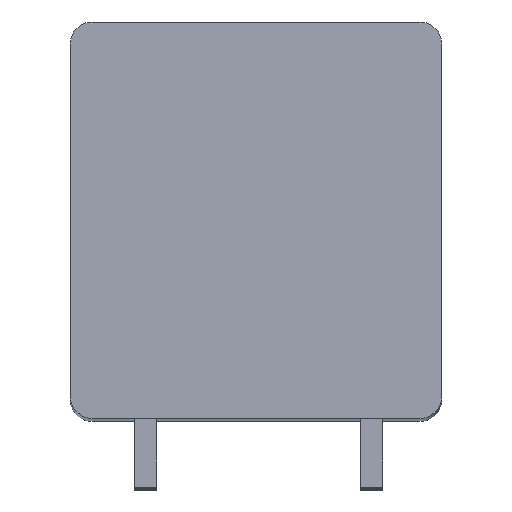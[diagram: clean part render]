
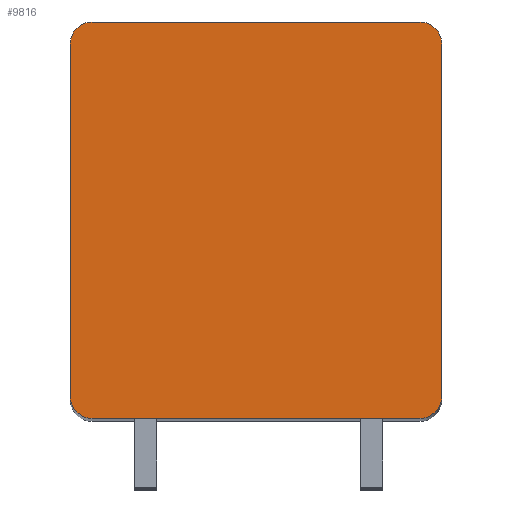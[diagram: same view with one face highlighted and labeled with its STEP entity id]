
A CAD part, top view. The second image highlights one B-rep face of the part: STEP entity #9816.
In plain terms, the highlighted planar face has unit normal (0, 0, 1).
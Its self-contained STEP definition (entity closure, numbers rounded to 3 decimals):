
#1693=CARTESIAN_POINT('',(-5.95,6.4,2.5));
#1694=DIRECTION('',(0.,0.,1.));
#1695=DIRECTION('',(0.,1.,0.));
#1696=AXIS2_PLACEMENT_3D('',#1693,#1694,#1695);
#1698=DIRECTION('',(-1.,0.,0.));
#1699=VECTOR('',#1698,11.9);
#1700=CARTESIAN_POINT('',(5.95,7.2,2.5));
#1701=LINE('',#1700,#1699);
#1702=CARTESIAN_POINT('',(5.95,6.4,2.5));
#1703=DIRECTION('',(0.,0.,1.));
#1704=DIRECTION('',(1.,0.,0.));
#1705=AXIS2_PLACEMENT_3D('',#1702,#1703,#1704);
#1707=DIRECTION('',(0.,1.,0.));
#1708=VECTOR('',#1707,12.8);
#1709=CARTESIAN_POINT('',(6.75,-6.4,2.5));
#1710=LINE('',#1709,#1708);
#1711=CARTESIAN_POINT('',(5.95,-6.4,2.5));
#1712=DIRECTION('',(0.,0.,1.));
#1713=DIRECTION('',(0.,-1.,0.));
#1714=AXIS2_PLACEMENT_3D('',#1711,#1712,#1713);
#1716=DIRECTION('',(1.,0.,0.));
#1717=VECTOR('',#1716,11.9);
#1718=CARTESIAN_POINT('',(-5.95,-7.2,2.5));
#1719=LINE('',#1718,#1717);
#1720=CARTESIAN_POINT('',(-5.95,-6.4,2.5));
#1721=DIRECTION('',(0.,0.,1.));
#1722=DIRECTION('',(-1.,0.,0.));
#1723=AXIS2_PLACEMENT_3D('',#1720,#1721,#1722);
#1725=DIRECTION('',(0.,-1.,0.));
#1726=VECTOR('',#1725,12.8);
#1727=CARTESIAN_POINT('',(-6.75,6.4,2.5));
#1728=LINE('',#1727,#1726);
#7013=CARTESIAN_POINT('',(-5.95,7.2,2.5));
#7014=VERTEX_POINT('',#7013);
#7015=CARTESIAN_POINT('',(-6.75,6.4,2.5));
#7016=VERTEX_POINT('',#7015);
#7021=CARTESIAN_POINT('',(6.75,6.4,2.5));
#7022=VERTEX_POINT('',#7021);
#7023=CARTESIAN_POINT('',(5.95,7.2,2.5));
#7024=VERTEX_POINT('',#7023);
#7029=CARTESIAN_POINT('',(-6.75,-6.4,2.5));
#7030=VERTEX_POINT('',#7029);
#7031=CARTESIAN_POINT('',(-5.95,-7.2,2.5));
#7032=VERTEX_POINT('',#7031);
#7037=CARTESIAN_POINT('',(5.95,-7.2,2.5));
#7038=VERTEX_POINT('',#7037);
#7039=CARTESIAN_POINT('',(6.75,-6.4,2.5));
#7040=VERTEX_POINT('',#7039);
#9801=CARTESIAN_POINT('',(0.,0.,2.5));
#9802=DIRECTION('',(0.,0.,1.));
#9803=DIRECTION('',(1.,0.,0.));
#9804=AXIS2_PLACEMENT_3D('',#9801,#9802,#9803);
#9805=PLANE('',#9804);
#9806=ORIENTED_EDGE('',*,*,#8809,.F.);
#9807=ORIENTED_EDGE('',*,*,#8825,.F.);
#9808=ORIENTED_EDGE('',*,*,#9126,.F.);
#9809=ORIENTED_EDGE('',*,*,#9141,.F.);
#9810=ORIENTED_EDGE('',*,*,#9394,.F.);
#9811=ORIENTED_EDGE('',*,*,#9407,.F.);
#9812=ORIENTED_EDGE('',*,*,#9662,.F.);
#9813=ORIENTED_EDGE('',*,*,#9674,.F.);
#9814=EDGE_LOOP('',(#9806,#9807,#9808,#9809,#9810,#9811,#9812,#9813));
#9815=FACE_OUTER_BOUND('',#9814,.F.);
#1697=CIRCLE('',#1696,0.8);
#1706=CIRCLE('',#1705,0.8);
#1715=CIRCLE('',#1714,0.8);
#1724=CIRCLE('',#1723,0.8);
#8809=EDGE_CURVE('',#7014,#7016,#1697,.T.);
#8825=EDGE_CURVE('',#7024,#7014,#1701,.T.);
#9126=EDGE_CURVE('',#7022,#7024,#1706,.T.);
#9141=EDGE_CURVE('',#7040,#7022,#1710,.T.);
#9394=EDGE_CURVE('',#7038,#7040,#1715,.T.);
#9407=EDGE_CURVE('',#7032,#7038,#1719,.T.);
#9662=EDGE_CURVE('',#7030,#7032,#1724,.T.);
#9674=EDGE_CURVE('',#7016,#7030,#1728,.T.);
#9816=ADVANCED_FACE('',(#9815),#9805,.T.);
